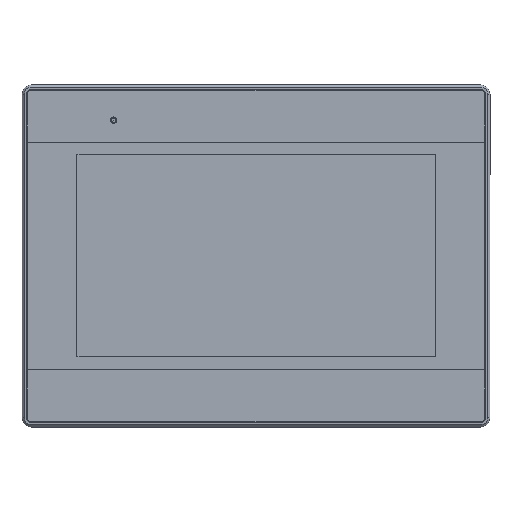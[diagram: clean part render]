
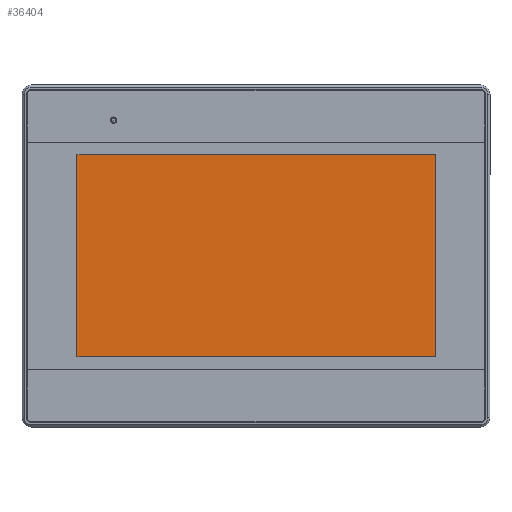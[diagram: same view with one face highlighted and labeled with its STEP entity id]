
A CAD part, top view. The second image highlights one B-rep face of the part: STEP entity #36404.
In plain terms, the highlighted planar face has unit normal (0, 0, 1).
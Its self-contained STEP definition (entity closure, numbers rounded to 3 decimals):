
#1893 = EDGE_CURVE ( 'NONE', #35185, #52279, #50178, .T. ) ;
#3178 = CARTESIAN_POINT ( 'NONE',  ( -76.65, 43.43, 203.32 ) ) ;
#4026 = CARTESIAN_POINT ( 'NONE',  ( 77., -43.19, 203.32 ) ) ;
#4180 = CARTESIAN_POINT ( 'NONE',  ( 77., -43.19, 203.32 ) ) ;
#7165 = LINE ( 'NONE', #46757, #13966 ) ;
#8083 = PLANE ( 'NONE',  #19198 ) ;
#11581 = ORIENTED_EDGE ( 'NONE', *, *, #24554, .T. ) ;
#12776 = VERTEX_POINT ( 'NONE', #4026 ) ;
#13297 = DIRECTION ( 'NONE',  ( -1., 0., 0. ) ) ;
#13966 = VECTOR ( 'NONE', #20019, 1000. ) ;
#14440 = EDGE_CURVE ( 'NONE', #12776, #35185, #22498, .T. ) ;
#18223 = EDGE_CURVE ( 'NONE', #23535, #12776, #7165, .T. ) ;
#19198 = AXIS2_PLACEMENT_3D ( 'NONE', #30745, #21499, #13297 ) ;
#19567 = CARTESIAN_POINT ( 'NONE',  ( -76.65, -43.19, 203.32 ) ) ;
#20019 = DIRECTION ( 'NONE',  ( 1., 0., 0. ) ) ;
#21499 = DIRECTION ( 'NONE',  ( 0., 0., 1. ) ) ;
#21653 = DIRECTION ( 'NONE',  ( 0., 1., 0. ) ) ;
#22498 = LINE ( 'NONE', #4180, #36344 ) ;
#23535 = VERTEX_POINT ( 'NONE', #19567 ) ;
#24554 = EDGE_CURVE ( 'NONE', #52279, #23535, #37817, .T. ) ;
#25567 = FACE_OUTER_BOUND ( 'NONE', #49663, .T. ) ;
#26123 = ORIENTED_EDGE ( 'NONE', *, *, #18223, .T. ) ;
#29661 = VECTOR ( 'NONE', #50488, 1000. ) ;
#30745 = CARTESIAN_POINT ( 'NONE',  ( 0., 0., 203.32 ) ) ;
#35185 = VERTEX_POINT ( 'NONE', #50416 ) ;
#36344 = VECTOR ( 'NONE', #21653, 1000. ) ;
#36404 = ADVANCED_FACE ( 'NONE', ( #25567 ), #8083, .T. ) ;
#37251 = ORIENTED_EDGE ( 'NONE', *, *, #14440, .T. ) ;
#37817 = LINE ( 'NONE', #3178, #38642 ) ;
#38642 = VECTOR ( 'NONE', #52081, 1000. ) ;
#39816 = CARTESIAN_POINT ( 'NONE',  ( -76.65, 43.43, 203.32 ) ) ;
#45598 = ORIENTED_EDGE ( 'NONE', *, *, #1893, .T. ) ;
#46757 = CARTESIAN_POINT ( 'NONE',  ( -76.65, -43.19, 203.32 ) ) ;
#49663 = EDGE_LOOP ( 'NONE', ( #37251, #45598, #11581, #26123 ) ) ;
#50178 = LINE ( 'NONE', #54859, #29661 ) ;
#50416 = CARTESIAN_POINT ( 'NONE',  ( 77., 43.43, 203.32 ) ) ;
#50488 = DIRECTION ( 'NONE',  ( -1., 0., 0. ) ) ;
#52081 = DIRECTION ( 'NONE',  ( 0., -1., 0. ) ) ;
#52279 = VERTEX_POINT ( 'NONE', #39816 ) ;
#54859 = CARTESIAN_POINT ( 'NONE',  ( 77., 43.43, 203.32 ) ) ;
